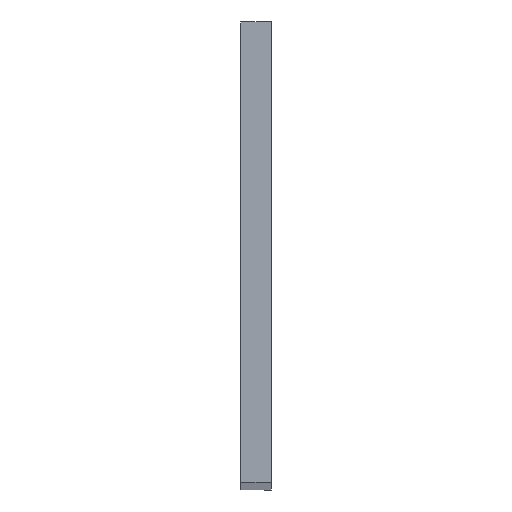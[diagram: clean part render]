
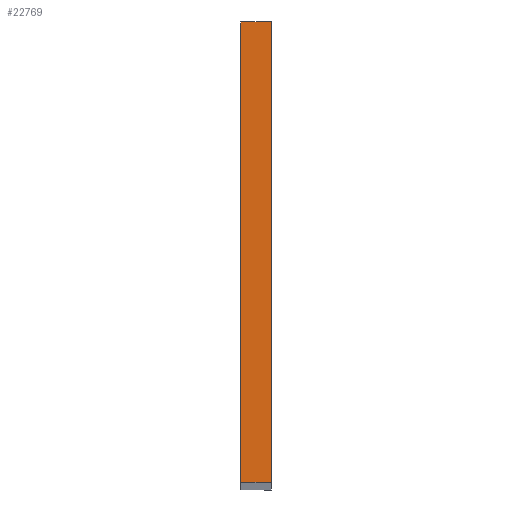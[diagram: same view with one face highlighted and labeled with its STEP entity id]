
A CAD part, top view. The second image highlights one B-rep face of the part: STEP entity #22769.
In plain terms, the highlighted planar face has unit normal (0, 0, 1).
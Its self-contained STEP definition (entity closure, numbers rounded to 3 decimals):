
#310 = CARTESIAN_POINT ( 'NONE',  ( 19.5, 22.5, 220. ) ) ;
#516 = EDGE_CURVE ( 'NONE', #20398, #45559, #15793, .T. ) ;
#1061 = ORIENTED_EDGE ( 'NONE', *, *, #1664, .T. ) ;
#1377 = LINE ( 'NONE', #310, #26489 ) ;
#1664 = EDGE_CURVE ( 'NONE', #27185, #20398, #12274, .T. ) ;
#2106 = PLANE ( 'NONE',  #18760 ) ;
#2265 = DIRECTION ( 'NONE',  ( 0., 0., 1. ) ) ;
#3094 = CARTESIAN_POINT ( 'NONE',  ( 22.5, 22.5, 220. ) ) ;
#8601 = CARTESIAN_POINT ( 'NONE',  ( 19.5, -22.5, 220. ) ) ;
#8841 = CARTESIAN_POINT ( 'NONE',  ( 19.5, -22.5, 220. ) ) ;
#11239 = VECTOR ( 'NONE', #34372, 1000. ) ;
#12274 = LINE ( 'NONE', #44917, #40217 ) ;
#12288 = CARTESIAN_POINT ( 'NONE',  ( 19.5, 22.5, 220. ) ) ;
#13430 = CARTESIAN_POINT ( 'NONE',  ( 0., 0., 220. ) ) ;
#15793 = LINE ( 'NONE', #8841, #11239 ) ;
#16268 = DIRECTION ( 'NONE',  ( 0., 1., 0. ) ) ;
#17738 = ORIENTED_EDGE ( 'NONE', *, *, #516, .T. ) ;
#18202 = FACE_OUTER_BOUND ( 'NONE', #39740, .T. ) ;
#18760 = AXIS2_PLACEMENT_3D ( 'NONE', #13430, #2265, #27779 ) ;
#20398 = VERTEX_POINT ( 'NONE', #8601 ) ;
#22580 = CARTESIAN_POINT ( 'NONE',  ( 22.5, -22.5, 220. ) ) ;
#22769 = ADVANCED_FACE ( 'NONE', ( #18202 ), #2106, .T. ) ;
#25618 = VECTOR ( 'NONE', #16268, 1000. ) ;
#26489 = VECTOR ( 'NONE', #43853, 1000. ) ;
#27185 = VERTEX_POINT ( 'NONE', #12288 ) ;
#27779 = DIRECTION ( 'NONE',  ( 1., 0., 0. ) ) ;
#34372 = DIRECTION ( 'NONE',  ( 1., 0., 0. ) ) ;
#35439 = EDGE_CURVE ( 'NONE', #45559, #36141, #36514, .T. ) ;
#36141 = VERTEX_POINT ( 'NONE', #3094 ) ;
#36514 = LINE ( 'NONE', #41775, #25618 ) ;
#37322 = ORIENTED_EDGE ( 'NONE', *, *, #38872, .F. ) ;
#38872 = EDGE_CURVE ( 'NONE', #27185, #36141, #1377, .T. ) ;
#39740 = EDGE_LOOP ( 'NONE', ( #1061, #17738, #44544, #37322 ) ) ;
#40217 = VECTOR ( 'NONE', #41804, 1000. ) ;
#41775 = CARTESIAN_POINT ( 'NONE',  ( 22.5, -22.5, 220. ) ) ;
#41804 = DIRECTION ( 'NONE',  ( 0., -1., 0. ) ) ;
#43853 = DIRECTION ( 'NONE',  ( 1., 0., 0. ) ) ;
#44544 = ORIENTED_EDGE ( 'NONE', *, *, #35439, .T. ) ;
#44917 = CARTESIAN_POINT ( 'NONE',  ( 19.5, 16.5, 220. ) ) ;
#45559 = VERTEX_POINT ( 'NONE', #22580 ) ;
